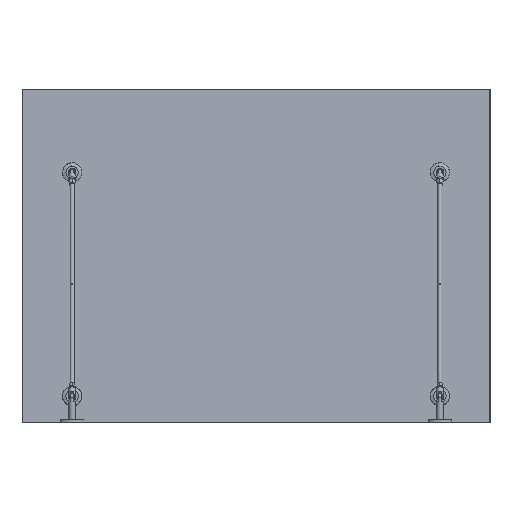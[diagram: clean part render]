
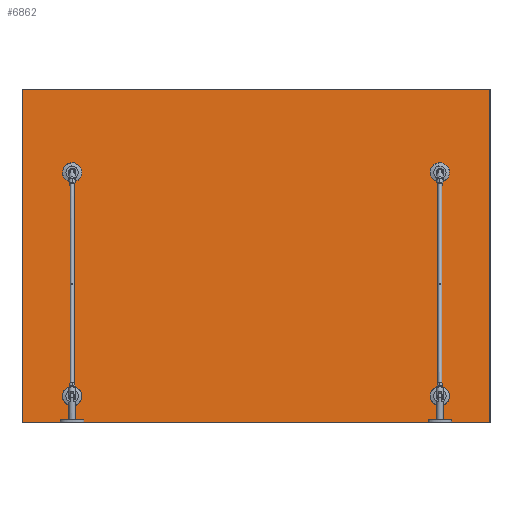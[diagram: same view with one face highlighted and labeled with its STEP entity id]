
A CAD part, front view. The second image highlights one B-rep face of the part: STEP entity #6862.
In plain terms, the highlighted face is planar.
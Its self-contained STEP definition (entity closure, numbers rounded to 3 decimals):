
#58 = AXIS2_PLACEMENT_3D ( 'NONE', #7796, #11218, #6676 ) ;
#131 = DIRECTION ( 'NONE',  ( 1., 0., 0. ) ) ;
#180 = VERTEX_POINT ( 'NONE', #13280 ) ;
#203 = FACE_BOUND ( 'NONE', #14070, .T. ) ;
#304 = VECTOR ( 'NONE', #13638, 1000. ) ;
#442 = EDGE_CURVE ( 'NONE', #2440, #3049, #6855, .T. ) ;
#871 = VERTEX_POINT ( 'NONE', #5056 ) ;
#886 = EDGE_LOOP ( 'NONE', ( #8872, #13803, #12861, #1603 ) ) ;
#1108 = FACE_BOUND ( 'NONE', #8656, .T. ) ;
#1305 = DIRECTION ( 'NONE',  ( 0., 1., 0. ) ) ;
#1501 = ORIENTED_EDGE ( 'NONE', *, *, #6941, .T. ) ;
#1590 = CARTESIAN_POINT ( 'NONE',  ( 699., -499., 0. ) ) ;
#1603 = ORIENTED_EDGE ( 'NONE', *, *, #6283, .T. ) ;
#2097 = CIRCLE ( 'NONE', #10392, 12.5 ) ;
#2163 = CARTESIAN_POINT ( 'NONE',  ( -699., 500., 0. ) ) ;
#2224 = FACE_OUTER_BOUND ( 'NONE', #886, .T. ) ;
#2318 = CIRCLE ( 'NONE', #10633, 12.5 ) ;
#2440 = VERTEX_POINT ( 'NONE', #10889 ) ;
#2490 = CARTESIAN_POINT ( 'NONE',  ( 550., -250., 0. ) ) ;
#2625 = CIRCLE ( 'NONE', #12849, 12.5 ) ;
#2744 = ORIENTED_EDGE ( 'NONE', *, *, #13574, .T. ) ;
#2999 = VERTEX_POINT ( 'NONE', #6939 ) ;
#3049 = VERTEX_POINT ( 'NONE', #13950 ) ;
#3271 = PLANE ( 'NONE',  #58 ) ;
#3597 = LINE ( 'NONE', #6928, #304 ) ;
#3651 = VERTEX_POINT ( 'NONE', #1590 ) ;
#3750 = ORIENTED_EDGE ( 'NONE', *, *, #11105, .T. ) ;
#3786 = VERTEX_POINT ( 'NONE', #4546 ) ;
#3847 = VERTEX_POINT ( 'NONE', #10493 ) ;
#4311 = VERTEX_POINT ( 'NONE', #8898 ) ;
#4385 = EDGE_CURVE ( 'NONE', #3651, #2999, #4426, .T. ) ;
#4426 = LINE ( 'NONE', #9875, #10061 ) ;
#4428 = DIRECTION ( 'NONE',  ( 1., 0., 0. ) ) ;
#4434 = AXIS2_PLACEMENT_3D ( 'NONE', #5358, #6618, #14437 ) ;
#4496 = EDGE_CURVE ( 'NONE', #10450, #3651, #3597, .T. ) ;
#4546 = CARTESIAN_POINT ( 'NONE',  ( -699., 499., 0. ) ) ;
#4732 = DIRECTION ( 'NONE',  ( 1., 0., 0. ) ) ;
#4803 = DIRECTION ( 'NONE',  ( 0., 0., 1. ) ) ;
#4901 = CIRCLE ( 'NONE', #6084, 12.5 ) ;
#4979 = AXIS2_PLACEMENT_3D ( 'NONE', #5752, #6998, #4428 ) ;
#4996 = CARTESIAN_POINT ( 'NONE',  ( 699., 499., 0. ) ) ;
#5056 = CARTESIAN_POINT ( 'NONE',  ( 562.5, 420., 0. ) ) ;
#5273 = CIRCLE ( 'NONE', #7612, 12.5 ) ;
#5284 = DIRECTION ( 'NONE',  ( 0., 0., 1. ) ) ;
#5358 = CARTESIAN_POINT ( 'NONE',  ( -550., -250., 0. ) ) ;
#5449 = EDGE_LOOP ( 'NONE', ( #2744, #9899 ) ) ;
#5451 = CARTESIAN_POINT ( 'NONE',  ( 700., 499., 0. ) ) ;
#5673 = EDGE_CURVE ( 'NONE', #13064, #871, #5273, .T. ) ;
#5752 = CARTESIAN_POINT ( 'NONE',  ( 550., -250., 0. ) ) ;
#6084 = AXIS2_PLACEMENT_3D ( 'NONE', #2490, #4803, #4732 ) ;
#6283 = EDGE_CURVE ( 'NONE', #3786, #10450, #9778, .T. ) ;
#6388 = DIRECTION ( 'NONE',  ( 1., 0., 0. ) ) ;
#6463 = CARTESIAN_POINT ( 'NONE',  ( 537.5, 420., 0. ) ) ;
#6543 = DIRECTION ( 'NONE',  ( 1., 0., 0. ) ) ;
#6618 = DIRECTION ( 'NONE',  ( 0., 0., 1. ) ) ;
#6676 = DIRECTION ( 'NONE',  ( 0., -1., 0. ) ) ;
#6811 = FACE_BOUND ( 'NONE', #5449, .T. ) ;
#6821 = DIRECTION ( 'NONE',  ( 0., 0., 1. ) ) ;
#6855 = CIRCLE ( 'NONE', #4979, 12.5 ) ;
#6862 = ADVANCED_FACE ( 'NONE', ( #2224, #203, #1108, #6811, #13597 ), #3271, .T. ) ;
#6928 = CARTESIAN_POINT ( 'NONE',  ( 699., -500., 0. ) ) ;
#6939 = CARTESIAN_POINT ( 'NONE',  ( -699., -499., 0. ) ) ;
#6941 = EDGE_CURVE ( 'NONE', #180, #4311, #8363, .T. ) ;
#6998 = DIRECTION ( 'NONE',  ( 0., 0., 1. ) ) ;
#7088 = EDGE_CURVE ( 'NONE', #9344, #3847, #2625, .T. ) ;
#7233 = DIRECTION ( 'NONE',  ( 1., 0., 0. ) ) ;
#7480 = CARTESIAN_POINT ( 'NONE',  ( -550., -250., 0. ) ) ;
#7612 = AXIS2_PLACEMENT_3D ( 'NONE', #9827, #5284, #6388 ) ;
#7796 = CARTESIAN_POINT ( 'NONE',  ( 0., 0., 0. ) ) ;
#7931 = CARTESIAN_POINT ( 'NONE',  ( -550., 420., 0. ) ) ;
#8363 = CIRCLE ( 'NONE', #11657, 12.5 ) ;
#8656 = EDGE_LOOP ( 'NONE', ( #13908, #9716 ) ) ;
#8813 = ORIENTED_EDGE ( 'NONE', *, *, #10790, .T. ) ;
#8836 = DIRECTION ( 'NONE',  ( 0., 0., 1. ) ) ;
#8863 = LINE ( 'NONE', #2163, #13708 ) ;
#8872 = ORIENTED_EDGE ( 'NONE', *, *, #4496, .T. ) ;
#8898 = CARTESIAN_POINT ( 'NONE',  ( -537.5, 420., 0. ) ) ;
#9240 = EDGE_CURVE ( 'NONE', #3847, #9344, #11549, .T. ) ;
#9344 = VERTEX_POINT ( 'NONE', #10188 ) ;
#9661 = DIRECTION ( 'NONE',  ( 1., 0., 0. ) ) ;
#9716 = ORIENTED_EDGE ( 'NONE', *, *, #9240, .T. ) ;
#9778 = LINE ( 'NONE', #5451, #12635 ) ;
#9827 = CARTESIAN_POINT ( 'NONE',  ( 550., 420., 0. ) ) ;
#9875 = CARTESIAN_POINT ( 'NONE',  ( -700., -499., 0. ) ) ;
#9899 = ORIENTED_EDGE ( 'NONE', *, *, #5673, .T. ) ;
#10061 = VECTOR ( 'NONE', #14397, 1000. ) ;
#10188 = CARTESIAN_POINT ( 'NONE',  ( -537.5, -250., 0. ) ) ;
#10300 = CARTESIAN_POINT ( 'NONE',  ( 550., 420., 0. ) ) ;
#10310 = CARTESIAN_POINT ( 'NONE',  ( -550., 420., 0. ) ) ;
#10392 = AXIS2_PLACEMENT_3D ( 'NONE', #10300, #12758, #7233 ) ;
#10450 = VERTEX_POINT ( 'NONE', #4996 ) ;
#10493 = CARTESIAN_POINT ( 'NONE',  ( -562.5, -250., 0. ) ) ;
#10511 = EDGE_LOOP ( 'NONE', ( #8813, #1501 ) ) ;
#10633 = AXIS2_PLACEMENT_3D ( 'NONE', #7931, #6821, #12489 ) ;
#10790 = EDGE_CURVE ( 'NONE', #4311, #180, #2318, .T. ) ;
#10889 = CARTESIAN_POINT ( 'NONE',  ( 562.5, -250., 0. ) ) ;
#11105 = EDGE_CURVE ( 'NONE', #3049, #2440, #4901, .T. ) ;
#11218 = DIRECTION ( 'NONE',  ( 0., 0., -1. ) ) ;
#11482 = ORIENTED_EDGE ( 'NONE', *, *, #442, .T. ) ;
#11549 = CIRCLE ( 'NONE', #4434, 12.5 ) ;
#11657 = AXIS2_PLACEMENT_3D ( 'NONE', #10310, #12479, #131 ) ;
#12479 = DIRECTION ( 'NONE',  ( 0., 0., 1. ) ) ;
#12489 = DIRECTION ( 'NONE',  ( 1., 0., 0. ) ) ;
#12635 = VECTOR ( 'NONE', #6543, 1000. ) ;
#12758 = DIRECTION ( 'NONE',  ( 0., 0., 1. ) ) ;
#12849 = AXIS2_PLACEMENT_3D ( 'NONE', #7480, #8836, #9661 ) ;
#12861 = ORIENTED_EDGE ( 'NONE', *, *, #14586, .T. ) ;
#13064 = VERTEX_POINT ( 'NONE', #6463 ) ;
#13280 = CARTESIAN_POINT ( 'NONE',  ( -562.5, 420., 0. ) ) ;
#13574 = EDGE_CURVE ( 'NONE', #871, #13064, #2097, .T. ) ;
#13597 = FACE_BOUND ( 'NONE', #10511, .T. ) ;
#13638 = DIRECTION ( 'NONE',  ( 0., -1., 0. ) ) ;
#13708 = VECTOR ( 'NONE', #1305, 1000. ) ;
#13803 = ORIENTED_EDGE ( 'NONE', *, *, #4385, .T. ) ;
#13908 = ORIENTED_EDGE ( 'NONE', *, *, #7088, .T. ) ;
#13950 = CARTESIAN_POINT ( 'NONE',  ( 537.5, -250., 0. ) ) ;
#14070 = EDGE_LOOP ( 'NONE', ( #11482, #3750 ) ) ;
#14397 = DIRECTION ( 'NONE',  ( -1., 0., 0. ) ) ;
#14437 = DIRECTION ( 'NONE',  ( 1., 0., 0. ) ) ;
#14586 = EDGE_CURVE ( 'NONE', #2999, #3786, #8863, .T. ) ;
